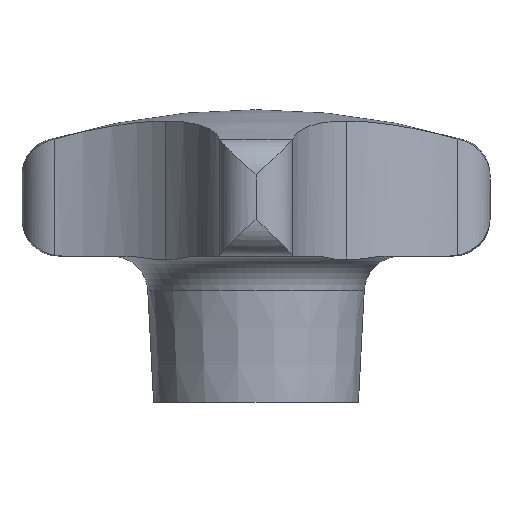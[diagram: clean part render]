
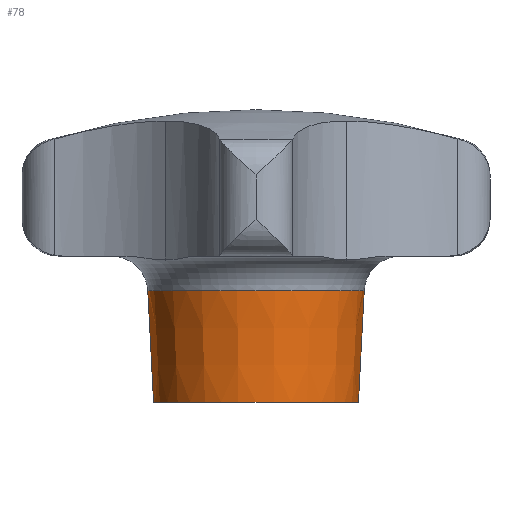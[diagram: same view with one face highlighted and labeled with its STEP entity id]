
A CAD part, front view. The second image highlights one B-rep face of the part: STEP entity #78.
In plain terms, the highlighted conical face has half-angle 3 degrees and reference radius 7.2 mm.
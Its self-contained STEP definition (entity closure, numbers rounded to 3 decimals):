
#78=ADVANCED_FACE('',(#190),#191,.T.);
#190=FACE_OUTER_BOUND('',#334,.T.);
#191=CONICAL_SURFACE('',#335,7.2,0.052);
#334=EDGE_LOOP('',(#500,#501,#502,#503));
#335=AXIS2_PLACEMENT_3D('',#504,#505,#506);
#500=ORIENTED_EDGE('',*,*,#901,.F.);
#501=ORIENTED_EDGE('',*,*,#902,.T.);
#502=ORIENTED_EDGE('',*,*,#903,.F.);
#503=ORIENTED_EDGE('',*,*,#904,.F.);
#504=CARTESIAN_POINT('',(0.0,0.,3.815));
#505=DIRECTION('',(-0.0,-0.0,1.0));
#506=DIRECTION('',(1.0,0.,0.0));
#901=EDGE_CURVE('',#1083,#1084,#1085,.T.);
#902=EDGE_CURVE('',#1083,#1086,#1087,.T.);
#903=EDGE_CURVE('',#1088,#1086,#1089,.T.);
#904=EDGE_CURVE('',#1084,#1088,#1090,.T.);
#1083=VERTEX_POINT('',#1429);
#1084=VERTEX_POINT('',#1430);
#1085=LINE('',#1431,#1432);
#1086=VERTEX_POINT('',#1433);
#1087=CIRCLE('',#1434,7.4);
#1088=VERTEX_POINT('',#1435);
#1089=LINE('',#1436,#1437);
#1090=CIRCLE('',#1438,7.);
#1429=CARTESIAN_POINT('',(7.4,0.,7.631));
#1430=CARTESIAN_POINT('',(7.,0.,0.));
#1431=CARTESIAN_POINT('',(7.2,0.,3.815));
#1432=VECTOR('',#2110,1.0);
#1433=CARTESIAN_POINT('',(-7.4,0.,7.631));
#1434=AXIS2_PLACEMENT_3D('',#2111,#2112,#2113);
#1435=CARTESIAN_POINT('',(-7.,0.,0.));
#1436=CARTESIAN_POINT('',(-7.2,0.,3.815));
#1437=VECTOR('',#2114,1.0);
#1438=AXIS2_PLACEMENT_3D('',#2115,#2116,#2117);
#2110=DIRECTION('',(-0.052,0.,-0.999));
#2111=CARTESIAN_POINT('',(0.0,0.,7.631));
#2112=DIRECTION('',(0.0,0.0,-1.0));
#2113=DIRECTION('',(1.0,0.,0.0));
#2114=DIRECTION('',(-0.052,0.,0.999));
#2115=CARTESIAN_POINT('',(0.0,0.,0.));
#2116=DIRECTION('',(0.0,0.0,-1.0));
#2117=DIRECTION('',(1.0,0.,0.0));
